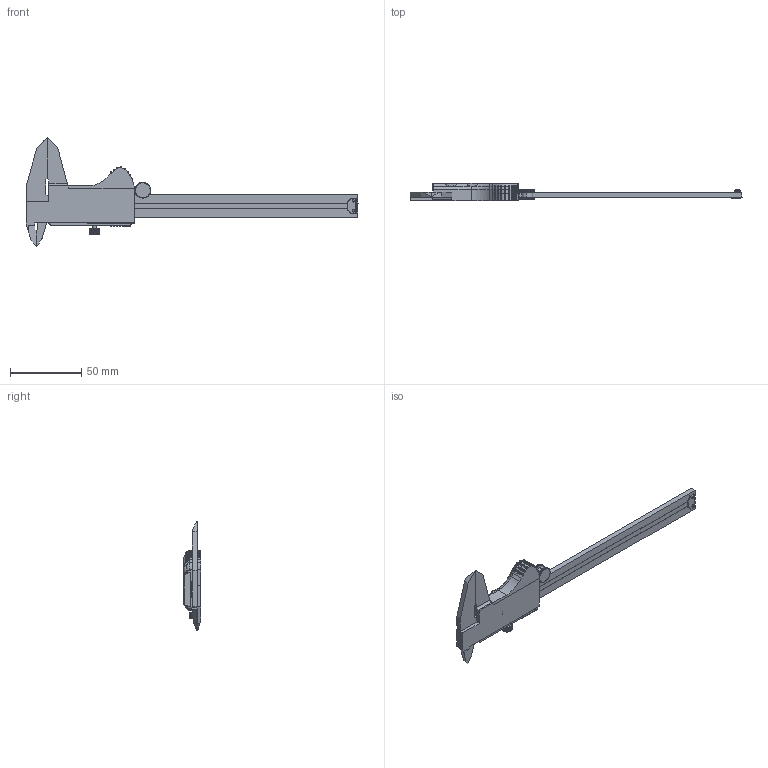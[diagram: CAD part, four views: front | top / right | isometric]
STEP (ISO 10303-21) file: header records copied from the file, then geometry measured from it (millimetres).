
FILE_DESCRIPTION(/* description */ ('Alibre Inc.'),/* implementation_level */ '2;1');
FILE_NAME(/* name */ 'export-8DA3BEB2-E906-4A04-A717-2179D24509C3',/* time_stamp */ '2025-09-20T13:50:44+02:00',/* author */ (''),/* organization */ (''),/* preprocessor_version */ 'ST-DEVELOPER v17',/* originating_system */ 'Alibre',/* authorisation */ '');
FILE_SCHEMA (('AUTOMOTIVE_DESIGN'));
Length unit declared in the file: millimetre
Products named in the file (33): Mitutoyo Digital Caliper4; Bottom Sword Plate; Mitutoyo Digital Caliper5; Mitutoyo Digital Caliper3; Bolt; Mitutoyo Digital Caliper7; Mitutoyo Digital Caliper6; Mitutoyo Digital Caliper10; Mini Screw; Digital Panel; Compression Screw; Mitutoyo Digital Caliper2; Sword; Mitutoyo Digital Caliper11; Mitutoyo Digital Caliper1; Moving Jaw; Top Sword Plate; Mitutoyo Digital Caliper9; Brass Bearing; Mitutoyo Digital Caliper8; Paquimetro digital Mitutoyo 150mm
Bounding box: 233 x 12.5 x 76.51 mm (x, y, z)
Volume: 33697.1 mm3; surface area: 30820.7 mm2
Topology: 29 solids, 29 shells, 3368 faces, 9247 edges, 6101 vertices
Faces by surface type: plane 1719, bspline 1124, cylinder 412, torus 73, cone 22, sphere 18
Entity records: 124933 total; most frequent: CARTESIAN_POINT 47786, ORIENTED_EDGE 18464, DIRECTION 9663, EDGE_CURVE 9232, VERTEX_POINT 6101, VECTOR 5097, LINE 5097, EDGE_LOOP 3587
